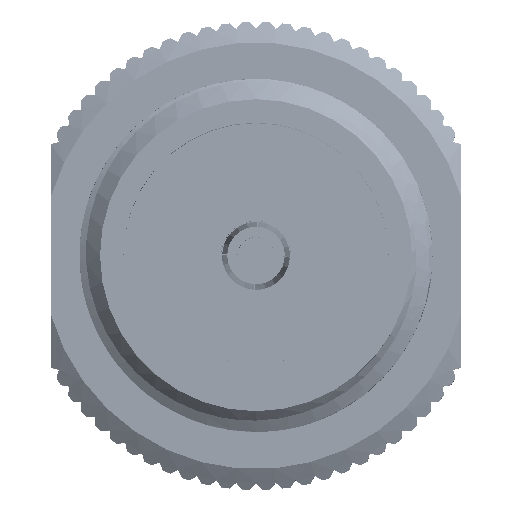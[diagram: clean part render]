
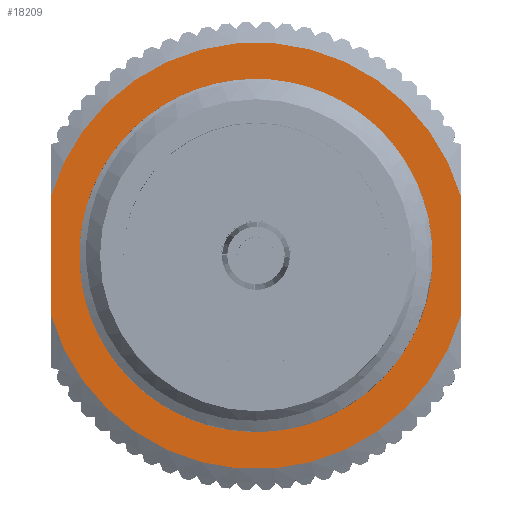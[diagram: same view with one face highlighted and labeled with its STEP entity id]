
A CAD part, top view. The second image highlights one B-rep face of the part: STEP entity #18209.
In plain terms, the highlighted planar face has unit normal (0, 0, 1).
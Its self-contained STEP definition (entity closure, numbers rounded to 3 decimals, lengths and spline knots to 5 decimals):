
#722=FACE_BOUND('',#2262,.T.);
#801=PLANE('',#19293);
#1317=FACE_OUTER_BOUND('',#2261,.T.);
#2261=EDGE_LOOP('',(#11335,#11336,#11337,#11338));
#2262=EDGE_LOOP('',(#11339));
#4522=CIRCLE('',#19294,0.26);
#4523=CIRCLE('',#19295,0.26);
#4524=CIRCLE('',#19296,0.19);
#5760=LINE('',#26488,#6049);
#5765=LINE('',#26515,#6054);
#6049=VECTOR('',#21121,0.3937);
#6054=VECTOR('',#21128,0.3937);
#6352=VERTEX_POINT('',#26464);
#6359=VERTEX_POINT('',#26484);
#6361=VERTEX_POINT('',#26491);
#6368=VERTEX_POINT('',#26511);
#6375=VERTEX_POINT('',#26549);
#8277=EDGE_CURVE('',#6352,#6359,#5760,.T.);
#8286=EDGE_CURVE('',#6361,#6368,#5765,.T.);
#8299=EDGE_CURVE('',#6361,#6359,#4522,.T.);
#8300=EDGE_CURVE('',#6352,#6368,#4523,.T.);
#8301=EDGE_CURVE('',#6375,#6375,#4524,.T.);
#11335=ORIENTED_EDGE('',*,*,#8277,.T.);
#11336=ORIENTED_EDGE('',*,*,#8299,.F.);
#11337=ORIENTED_EDGE('',*,*,#8286,.T.);
#11338=ORIENTED_EDGE('',*,*,#8300,.F.);
#11339=ORIENTED_EDGE('',*,*,#8301,.T.);
#18209=ADVANCED_FACE('',(#1317,#722),#801,.T.);
#19293=AXIS2_PLACEMENT_3D('',#26546,#21150,#21151);
#19294=AXIS2_PLACEMENT_3D('',#26547,#21152,#21153);
#19295=AXIS2_PLACEMENT_3D('',#26548,#21154,#21155);
#19296=AXIS2_PLACEMENT_3D('',#26550,#21156,#21157);
#21121=DIRECTION('',(0.,-1.,0.));
#21128=DIRECTION('',(0.,1.,0.));
#21150=DIRECTION('center_axis',(0.,0.,1.));
#21151=DIRECTION('ref_axis',(1.,0.,0.));
#21152=DIRECTION('center_axis',(0.,0.,-1.));
#21153=DIRECTION('ref_axis',(0.,1.,0.));
#21154=DIRECTION('center_axis',(0.,0.,-1.));
#21155=DIRECTION('ref_axis',(0.,1.,0.));
#21156=DIRECTION('center_axis',(0.,0.,-1.));
#21157=DIRECTION('ref_axis',(0.,1.,0.));
#26464=CARTESIAN_POINT('',(-0.25,0.07141,-0.434));
#26484=CARTESIAN_POINT('',(-0.25,-0.07141,-0.434));
#26488=CARTESIAN_POINT('',(-0.25,0.3,-0.434));
#26491=CARTESIAN_POINT('',(0.25,-0.07141,-0.434));
#26511=CARTESIAN_POINT('',(0.25,0.07141,-0.434));
#26515=CARTESIAN_POINT('',(0.25,-0.075,-0.434));
#26546=CARTESIAN_POINT('Origin',(0.,0.225,-0.434));
#26547=CARTESIAN_POINT('Origin',(0.,0.,-0.434));
#26548=CARTESIAN_POINT('Origin',(0.,0.,-0.434));
#26549=CARTESIAN_POINT('',(0.,-0.19,-0.434));
#26550=CARTESIAN_POINT('Origin',(0.,0.,-0.434));
